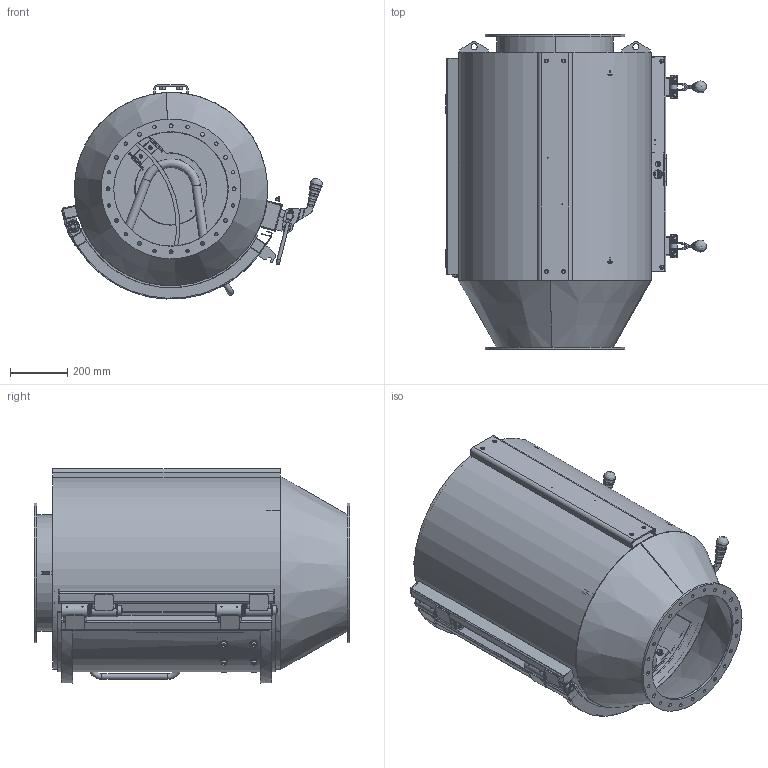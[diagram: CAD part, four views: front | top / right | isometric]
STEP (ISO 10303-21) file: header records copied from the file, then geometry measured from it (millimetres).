
FILE_DESCRIPTION(/* description */ (''),/* implementation_level */ '2;1');
FILE_NAME(/* name */ 'SPPE000065.stp',/* time_stamp */ '2018-07-23T09:56:56+02:00',/* author */ ('pw'),/* organization */ (''),/* preprocessor_version */ 'ST-DEVELOPER v16.5',/* originating_system */ 'Autodesk Inventor 2017',/* authorisation */ '');
FILE_SCHEMA (('AUTOMOTIVE_DESIGN { 1 0 10303 214 3 1 1 }'));
Length unit declared in the file: millimetre
Products named in the file (1): SPPE000065
Bounding box: 910.58 x 1100 x 747.25 mm (x, y, z)
Volume: 20815476.9 mm3; surface area: 8347991.3 mm2
Topology: 30 solids, 46 shells, 2208 faces, 5600 edges, 3559 vertices
Faces by surface type: plane 1049, cylinder 545, bspline 256, cone 254, torus 87, sphere 17
Full cylindrical faces by diameter (mm): 2 x8, 2.459 x4, 3.242 x2, 4.917 x11, 6 x2, 6.5 x2, 6.6 x5, 6.647 x4, 8 x2, 8.2 x2, 9 x3, 10.106 x4, 11.5 x24, 12 x25, 12.4 x1, 12.5 x4, 13 x12, 13.5 x4, 14 x26, 15 x3, 16.5 x1, 18 x12, 19 x6, 20 x19, 21 x4, 22 x2, 23 x4, 24 x8, 25 x6, 30 x2
Entity records: 89075 total; most frequent: CARTESIAN_POINT 37852, ORIENTED_EDGE 10096, DIRECTION 9350, EDGE_CURVE 4999, AXIS2_PLACEMENT_3D 3466, VERTEX_POINT 3398, EDGE_LOOP 3081, LINE 2418
